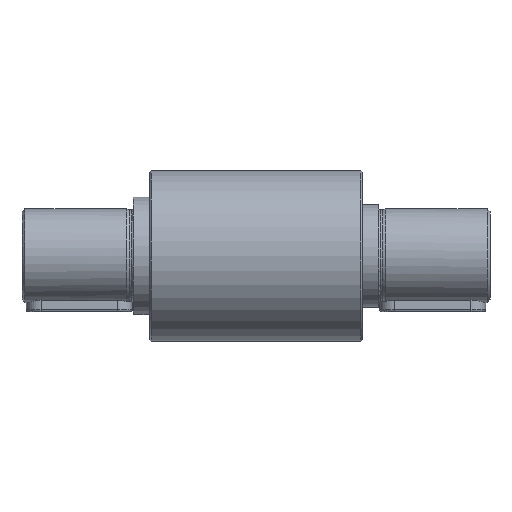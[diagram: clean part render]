
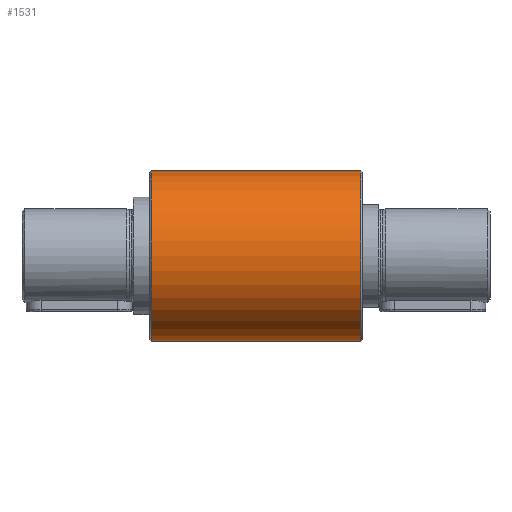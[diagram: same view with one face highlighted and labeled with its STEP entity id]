
A CAD part, top view. The second image highlights one B-rep face of the part: STEP entity #1531.
In plain terms, the highlighted cylindrical face has radius 29 mm (diameter 58 mm), a partial arc.
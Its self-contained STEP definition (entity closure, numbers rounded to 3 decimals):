
#1531 = ADVANCED_FACE( '', ( #3034 ), #3035, .T. );
#3034 = FACE_OUTER_BOUND( '', #4724, .T. );
#3035 = CYLINDRICAL_SURFACE( '', #4725, 29. );
#4724 = EDGE_LOOP( '', ( #7392, #7393, #7394, #7395 ) );
#4725 = AXIS2_PLACEMENT_3D( '', #7396, #7397, #7398 );
#7392 = ORIENTED_EDGE( '', *, *, #9701, .F. );
#7393 = ORIENTED_EDGE( '', *, *, #9358, .T. );
#7394 = ORIENTED_EDGE( '', *, *, #9253, .T. );
#7395 = ORIENTED_EDGE( '', *, *, #9104, .T. );
#7396 = CARTESIAN_POINT( '', ( 0., 72.5, 0. ) );
#7397 = DIRECTION( '', ( 0., 1., 0. ) );
#7398 = DIRECTION( '', ( 0., 0., -1. ) );
#9104 = EDGE_CURVE( '', #10551, #10456, #10555, .T. );
#9253 = EDGE_CURVE( '', #10787, #10551, #10788, .T. );
#9358 = EDGE_CURVE( '', #10185, #10787, #10953, .F. );
#9701 = EDGE_CURVE( '', #10185, #10456, #11443, .T. );
#10185 = VERTEX_POINT( '', #12019 );
#10456 = VERTEX_POINT( '', #12399 );
#10551 = VERTEX_POINT( '', #12515 );
#10555 = CIRCLE( '', #12520, 29. );
#10787 = VERTEX_POINT( '', #12846 );
#10788 = LINE( '', #12847, #12848 );
#10953 = CIRCLE( '', #13088, 29. );
#11443 = LINE( '', #13676, #13677 );
#12019 = CARTESIAN_POINT( '', ( -29., 72., 0. ) );
#12399 = CARTESIAN_POINT( '', ( -29., 0.5, 0. ) );
#12515 = CARTESIAN_POINT( '', ( 29., 0.5, 0. ) );
#12520 = AXIS2_PLACEMENT_3D( '', #14591, #14592, #14593 );
#12846 = CARTESIAN_POINT( '', ( 29., 72., 0. ) );
#12847 = CARTESIAN_POINT( '', ( 29., 72.5, 0. ) );
#12848 = VECTOR( '', #14787, 1000. );
#13088 = AXIS2_PLACEMENT_3D( '', #14923, #14924, #14925 );
#13676 = CARTESIAN_POINT( '', ( -29., 72.5, 0. ) );
#13677 = VECTOR( '', #15384, 1000. );
#14591 = CARTESIAN_POINT( '', ( 0., 0.5, 0. ) );
#14592 = DIRECTION( '', ( 0., 1., 0. ) );
#14593 = DIRECTION( '', ( 0., 0., 1. ) );
#14787 = DIRECTION( '', ( 0., -1., 0. ) );
#14923 = CARTESIAN_POINT( '', ( 0., 72., 0. ) );
#14924 = DIRECTION( '', ( 0., 1., 0. ) );
#14925 = DIRECTION( '', ( 0., 0., 1. ) );
#15384 = DIRECTION( '', ( 0., -1., 0. ) );
